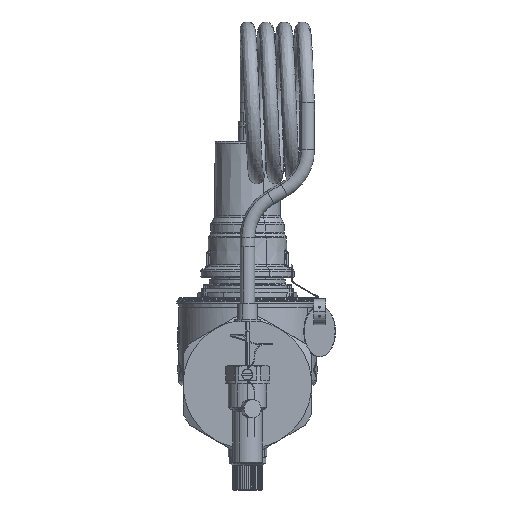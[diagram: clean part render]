
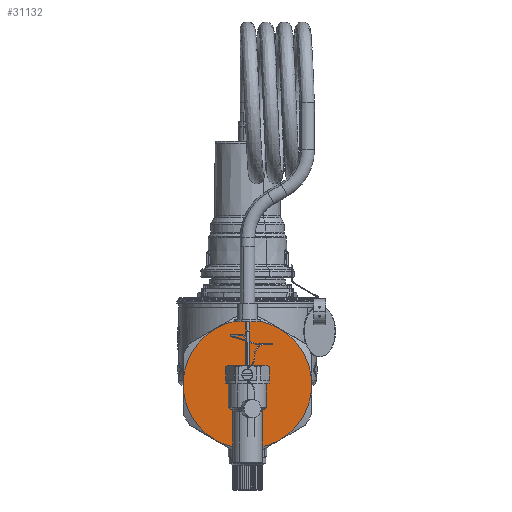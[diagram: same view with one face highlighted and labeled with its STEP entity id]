
A CAD part, front view. The second image highlights one B-rep face of the part: STEP entity #31132.
In plain terms, the highlighted planar face has unit normal (0, -1, 0).
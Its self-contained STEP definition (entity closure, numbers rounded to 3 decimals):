
#28041=CARTESIAN_POINT('Vertex',(-17.5,-67.,-30.311)) ;
#28159=CARTESIAN_POINT('Vertex',(-35.,-67.,0.)) ;
#28238=CARTESIAN_POINT('Vertex',(-17.5,-67.,30.311)) ;
#28365=CARTESIAN_POINT('Vertex',(17.5,-67.,30.311)) ;
#29706=CARTESIAN_POINT('Vertex',(35.,-67.,0.)) ;
#29785=CARTESIAN_POINT('Vertex',(17.5,-67.,-30.311)) ;
#29911=CARTESIAN_POINT('Axis2P3D Location',(0.,-67.,0.)) ;
#29935=CARTESIAN_POINT('Vertex',(16.78,-67.,-30.715)) ;
#29938=CARTESIAN_POINT('Axis2P3D Location',(0.,-67.,0.)) ;
#30007=CARTESIAN_POINT('Axis2P3D Location',(0.,-67.,0.)) ;
#30061=CARTESIAN_POINT('Vertex',(-16.78,-67.,30.715)) ;
#30064=CARTESIAN_POINT('Axis2P3D Location',(0.,-67.,0.)) ;
#30085=CARTESIAN_POINT('Axis2P3D Location',(0.,-67.,0.)) ;
#30108=CARTESIAN_POINT('Axis2P3D Location',(0.,-67.,0.)) ;
#31062=CARTESIAN_POINT('Axis2P3D Location',(0.,-67.,0.)) ;
#31106=CARTESIAN_POINT('Axis2P3D Location',(0.,-67.,0.)) ;
#31117=CARTESIAN_POINT('Axis2P3D Location',(0.,-67.,35.)) ;
#29912=DIRECTION('Axis2P3D Direction',(0.,1.,0.)) ;
#29939=DIRECTION('Axis2P3D Direction',(0.,1.,0.)) ;
#30008=DIRECTION('Axis2P3D Direction',(0.,1.,0.)) ;
#30065=DIRECTION('Axis2P3D Direction',(0.,1.,0.)) ;
#30086=DIRECTION('Axis2P3D Direction',(0.,1.,0.)) ;
#30109=DIRECTION('Axis2P3D Direction',(0.,1.,0.)) ;
#31063=DIRECTION('Axis2P3D Direction',(0.,1.,0.)) ;
#31107=DIRECTION('Axis2P3D Direction',(0.,1.,0.)) ;
#31118=DIRECTION('Axis2P3D Direction',(0.,-1.,0.)) ;
#31119=DIRECTION('Axis2P3D XDirection',(0.,0.,1.)) ;
#29913=AXIS2_PLACEMENT_3D('Circle Axis2P3D',#29911,#29912,$) ;
#29940=AXIS2_PLACEMENT_3D('Circle Axis2P3D',#29938,#29939,$) ;
#30009=AXIS2_PLACEMENT_3D('Circle Axis2P3D',#30007,#30008,$) ;
#30066=AXIS2_PLACEMENT_3D('Circle Axis2P3D',#30064,#30065,$) ;
#30087=AXIS2_PLACEMENT_3D('Circle Axis2P3D',#30085,#30086,$) ;
#30110=AXIS2_PLACEMENT_3D('Circle Axis2P3D',#30108,#30109,$) ;
#31064=AXIS2_PLACEMENT_3D('Circle Axis2P3D',#31062,#31063,$) ;
#31108=AXIS2_PLACEMENT_3D('Circle Axis2P3D',#31106,#31107,$) ;
#31120=AXIS2_PLACEMENT_3D('Plane Axis2P3D',#31117,#31118,#31119) ;
#31123=ORIENTED_EDGE('',*,*,#31110,.T.) ;
#31124=ORIENTED_EDGE('',*,*,#31066,.T.) ;
#31125=ORIENTED_EDGE('',*,*,#30112,.T.) ;
#31126=ORIENTED_EDGE('',*,*,#30068,.T.) ;
#31127=ORIENTED_EDGE('',*,*,#30089,.T.) ;
#31128=ORIENTED_EDGE('',*,*,#30011,.T.) ;
#31129=ORIENTED_EDGE('',*,*,#29915,.T.) ;
#31130=ORIENTED_EDGE('',*,*,#29942,.T.) ;
#31132=ADVANCED_FACE('PartBody',(#31131),#31121,.T.) ;
#29914=CIRCLE('generated circle',#29913,35.) ;
#29941=CIRCLE('generated circle',#29940,35.) ;
#30010=CIRCLE('generated circle',#30009,35.) ;
#30067=CIRCLE('generated circle',#30066,35.) ;
#30088=CIRCLE('generated circle',#30087,35.) ;
#30111=CIRCLE('generated circle',#30110,35.) ;
#31065=CIRCLE('generated circle',#31064,35.) ;
#31109=CIRCLE('generated circle',#31108,35.) ;
#29915=EDGE_CURVE('',#28160,#28042,#29914,.F.) ;
#29942=EDGE_CURVE('',#28042,#29936,#29941,.F.) ;
#30011=EDGE_CURVE('',#28239,#28160,#30010,.F.) ;
#30068=EDGE_CURVE('',#28366,#30062,#30067,.F.) ;
#30089=EDGE_CURVE('',#30062,#28239,#30088,.F.) ;
#30112=EDGE_CURVE('',#29707,#28366,#30111,.F.) ;
#31066=EDGE_CURVE('',#29786,#29707,#31065,.F.) ;
#31110=EDGE_CURVE('',#29936,#29786,#31109,.F.) ;
#31122=EDGE_LOOP('',(#31123,#31124,#31125,#31126,#31127,#31128,#31129,#31130)) ;
#31131=FACE_OUTER_BOUND('',#31122,.T.) ;
#31121=PLANE('',#31120) ;
#28042=VERTEX_POINT('',#28041) ;
#28160=VERTEX_POINT('',#28159) ;
#28239=VERTEX_POINT('',#28238) ;
#28366=VERTEX_POINT('',#28365) ;
#29707=VERTEX_POINT('',#29706) ;
#29786=VERTEX_POINT('',#29785) ;
#29936=VERTEX_POINT('',#29935) ;
#30062=VERTEX_POINT('',#30061) ;
